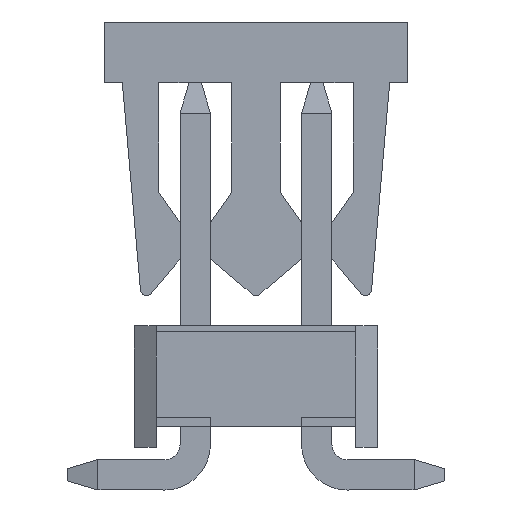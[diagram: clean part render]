
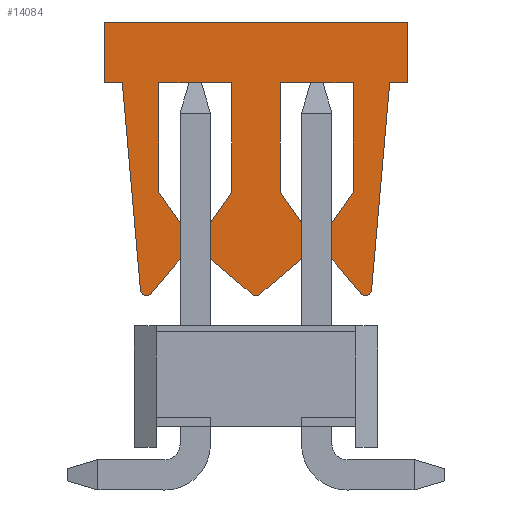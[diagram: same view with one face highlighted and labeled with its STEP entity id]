
A CAD part, front view. The second image highlights one B-rep face of the part: STEP entity #14084.
In plain terms, the highlighted face is planar.
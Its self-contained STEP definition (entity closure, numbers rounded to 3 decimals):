
#81=CIRCLE('',#14702,0.1);
#83=CIRCLE('',#14705,0.1);
#85=CIRCLE('',#14708,0.1);
#2641=ORIENTED_EDGE('',*,*,#4287,.T.);
#2642=ORIENTED_EDGE('',*,*,#4272,.T.);
#2643=ORIENTED_EDGE('',*,*,#4268,.T.);
#2644=ORIENTED_EDGE('',*,*,#4280,.T.);
#2645=ORIENTED_EDGE('',*,*,#4265,.T.);
#2646=ORIENTED_EDGE('',*,*,#4202,.T.);
#2647=ORIENTED_EDGE('',*,*,#4257,.T.);
#2648=ORIENTED_EDGE('',*,*,#4254,.T.);
#2649=ORIENTED_EDGE('',*,*,#4182,.T.);
#2650=ORIENTED_EDGE('',*,*,#4252,.T.);
#2651=ORIENTED_EDGE('',*,*,#4246,.T.);
#2652=ORIENTED_EDGE('',*,*,#4179,.T.);
#2653=ORIENTED_EDGE('',*,*,#4240,.T.);
#2654=ORIENTED_EDGE('',*,*,#4278,.T.);
#2655=ORIENTED_EDGE('',*,*,#4237,.T.);
#2656=ORIENTED_EDGE('',*,*,#4235,.T.);
#2657=ORIENTED_EDGE('',*,*,#4229,.T.);
#2658=ORIENTED_EDGE('',*,*,#4226,.T.);
#2659=ORIENTED_EDGE('',*,*,#4152,.T.);
#2660=ORIENTED_EDGE('',*,*,#4224,.T.);
#2661=ORIENTED_EDGE('',*,*,#4218,.T.);
#2662=ORIENTED_EDGE('',*,*,#4216,.T.);
#2663=ORIENTED_EDGE('',*,*,#4212,.T.);
#2664=ORIENTED_EDGE('',*,*,#4276,.T.);
#2665=ORIENTED_EDGE('',*,*,#4209,.T.);
#2666=ORIENTED_EDGE('',*,*,#4205,.T.);
#2667=ORIENTED_EDGE('',*,*,#4288,.T.);
#2668=ORIENTED_EDGE('',*,*,#4283,.T.);
#4152=EDGE_CURVE('',#5147,#5148,#6388,.T.);
#4179=EDGE_CURVE('',#5165,#5166,#6415,.T.);
#4182=EDGE_CURVE('',#5167,#5168,#6418,.T.);
#4202=EDGE_CURVE('',#5183,#5184,#6438,.T.);
#4205=EDGE_CURVE('',#5185,#5186,#6441,.T.);
#4209=EDGE_CURVE('',#5189,#5185,#6445,.T.);
#4212=EDGE_CURVE('',#5191,#5192,#6448,.T.);
#4216=EDGE_CURVE('',#5194,#5191,#6452,.T.);
#4218=EDGE_CURVE('',#5195,#5194,#6454,.T.);
#4224=EDGE_CURVE('',#5148,#5195,#6460,.T.);
#4226=EDGE_CURVE('',#5197,#5147,#6462,.T.);
#4229=EDGE_CURVE('',#5199,#5197,#6465,.T.);
#4235=EDGE_CURVE('',#5200,#5199,#6471,.T.);
#4237=EDGE_CURVE('',#5201,#5200,#6473,.T.);
#4240=EDGE_CURVE('',#5166,#5203,#6476,.T.);
#4246=EDGE_CURVE('',#5207,#5165,#6482,.T.);
#4252=EDGE_CURVE('',#5168,#5207,#6488,.T.);
#4254=EDGE_CURVE('',#5209,#5167,#6490,.T.);
#4257=EDGE_CURVE('',#5184,#5209,#6493,.T.);
#4265=EDGE_CURVE('',#5213,#5183,#6501,.T.);
#4268=EDGE_CURVE('',#5215,#5216,#6504,.T.);
#4272=EDGE_CURVE('',#5219,#5215,#6508,.T.);
#4276=EDGE_CURVE('',#5192,#5189,#81,.T.);
#4278=EDGE_CURVE('',#5203,#5201,#83,.T.);
#4280=EDGE_CURVE('',#5216,#5213,#85,.T.);
#4283=EDGE_CURVE('',#5224,#5223,#6513,.T.);
#4287=EDGE_CURVE('',#5223,#5219,#6517,.T.);
#4288=EDGE_CURVE('',#5186,#5224,#6518,.T.);
#5147=VERTEX_POINT('',#19788);
#5148=VERTEX_POINT('',#19789);
#5165=VERTEX_POINT('',#19836);
#5166=VERTEX_POINT('',#19838);
#5167=VERTEX_POINT('',#19845);
#5168=VERTEX_POINT('',#19846);
#5183=VERTEX_POINT('',#19881);
#5184=VERTEX_POINT('',#19883);
#5185=VERTEX_POINT('',#19890);
#5186=VERTEX_POINT('',#19891);
#5189=VERTEX_POINT('',#19899);
#5191=VERTEX_POINT('',#19905);
#5192=VERTEX_POINT('',#19906);
#5194=VERTEX_POINT('',#19913);
#5195=VERTEX_POINT('',#19917);
#5197=VERTEX_POINT('',#19929);
#5199=VERTEX_POINT('',#19935);
#5200=VERTEX_POINT('',#19943);
#5201=VERTEX_POINT('',#19947);
#5203=VERTEX_POINT('',#19953);
#5207=VERTEX_POINT('',#19965);
#5209=VERTEX_POINT('',#19977);
#5213=VERTEX_POINT('',#19995);
#5215=VERTEX_POINT('',#20001);
#5216=VERTEX_POINT('',#20002);
#5219=VERTEX_POINT('',#20010);
#5223=VERTEX_POINT('',#20028);
#5224=VERTEX_POINT('',#20030);
#6388=LINE('',#19787,#7750);
#6415=LINE('',#19839,#7777);
#6418=LINE('',#19844,#7780);
#6438=LINE('',#19884,#7800);
#6441=LINE('',#19889,#7803);
#6445=LINE('',#19898,#7807);
#6448=LINE('',#19904,#7810);
#6452=LINE('',#19912,#7814);
#6454=LINE('',#19916,#7816);
#6460=LINE('',#19925,#7822);
#6462=LINE('',#19928,#7824);
#6465=LINE('',#19934,#7827);
#6471=LINE('',#19942,#7833);
#6473=LINE('',#19946,#7835);
#6476=LINE('',#19952,#7838);
#6482=LINE('',#19964,#7844);
#6488=LINE('',#19973,#7850);
#6490=LINE('',#19976,#7852);
#6493=LINE('',#19982,#7855);
#6501=LINE('',#19994,#7863);
#6504=LINE('',#20000,#7866);
#6508=LINE('',#20009,#7870);
#6513=LINE('',#20029,#7875);
#6517=LINE('',#20036,#7879);
#6518=LINE('',#20037,#7880);
#7750=VECTOR('',#16928,1000.);
#7777=VECTOR('',#16965,1000.);
#7780=VECTOR('',#16972,1000.);
#7800=VECTOR('',#16996,1000.);
#7803=VECTOR('',#17003,1000.);
#7807=VECTOR('',#17009,1000.);
#7810=VECTOR('',#17014,1000.);
#7814=VECTOR('',#17020,1000.);
#7816=VECTOR('',#17024,1000.);
#7822=VECTOR('',#17032,1000.);
#7824=VECTOR('',#17036,1000.);
#7827=VECTOR('',#17041,1000.);
#7833=VECTOR('',#17049,1000.);
#7835=VECTOR('',#17053,1000.);
#7838=VECTOR('',#17058,1000.);
#7844=VECTOR('',#17068,1000.);
#7850=VECTOR('',#17076,1000.);
#7852=VECTOR('',#17080,1000.);
#7855=VECTOR('',#17085,1000.);
#7863=VECTOR('',#17097,1000.);
#7866=VECTOR('',#17102,1000.);
#7870=VECTOR('',#17108,1000.);
#7875=VECTOR('',#17133,1000.);
#7879=VECTOR('',#17141,1000.);
#7880=VECTOR('',#17142,1000.);
#8498=EDGE_LOOP('',(#2641,#2642,#2643,#2644,#2645,#2646,#2647,#2648,#2649,
#2650,#2651,#2652,#2653,#2654,#2655,#2656,#2657,#2658,#2659,#2660,#2661,
#2662,#2663,#2664,#2665,#2666,#2667,#2668));
#9090=FACE_BOUND('',#8498,.T.);
#9617=PLANE('',#14711);
#14084=ADVANCED_FACE('',(#9090),#9617,.T.);
#14702=AXIS2_PLACEMENT_3D('',#20016,#17115,#17116);
#14705=AXIS2_PLACEMENT_3D('',#20019,#17121,#17122);
#14708=AXIS2_PLACEMENT_3D('',#20022,#17127,#17128);
#14711=AXIS2_PLACEMENT_3D('',#20035,#17139,#17140);
#16928=DIRECTION('',(0.,1.,0.));
#16965=DIRECTION('',(0.,0.,-1.));
#16972=DIRECTION('',(0.,1.,0.));
#16996=DIRECTION('',(0.,0.,1.));
#17003=DIRECTION('',(0.,1.,0.));
#17009=DIRECTION('',(0.,0.087,0.996));
#17014=DIRECTION('',(0.,0.644,-0.765));
#17020=DIRECTION('',(0.,0.,-1.));
#17024=DIRECTION('',(0.,-0.574,-0.819));
#17032=DIRECTION('',(0.,0.,-1.));
#17036=DIRECTION('',(0.,0.,1.));
#17041=DIRECTION('',(0.,-0.574,0.819));
#17049=DIRECTION('',(0.,0.,1.));
#17053=DIRECTION('',(0.,0.765,0.644));
#17058=DIRECTION('',(0.,0.765,-0.644));
#17068=DIRECTION('',(0.,-0.574,-0.819));
#17076=DIRECTION('',(0.,0.,-1.));
#17080=DIRECTION('',(0.,0.,1.));
#17085=DIRECTION('',(0.,-0.574,0.819));
#17097=DIRECTION('',(0.,0.644,0.765));
#17102=DIRECTION('',(0.,0.087,-0.996));
#17108=DIRECTION('',(0.,1.,0.));
#17115=DIRECTION('',(1.,0.,0.));
#17116=DIRECTION('',(0.,1.,0.));
#17121=DIRECTION('',(1.,0.,0.));
#17122=DIRECTION('',(0.,1.,0.));
#17127=DIRECTION('',(1.,0.,0.));
#17128=DIRECTION('',(0.,1.,0.));
#17133=DIRECTION('',(0.,-1.,0.));
#17139=DIRECTION('',(1.,0.,0.));
#17140=DIRECTION('',(0.,0.,-1.));
#17141=DIRECTION('',(0.,0.,-1.));
#17142=DIRECTION('',(0.,0.,1.));
#19787=CARTESIAN_POINT('',(3.25,1.6,5.));
#19788=CARTESIAN_POINT('',(3.25,0.4,5.));
#19789=CARTESIAN_POINT('',(3.25,1.6,5.));
#19836=CARTESIAN_POINT('',(3.25,-0.75,2.701));
#19838=CARTESIAN_POINT('',(3.25,-0.75,2.101));
#19839=CARTESIAN_POINT('',(3.25,-0.75,2.701));
#19844=CARTESIAN_POINT('',(3.25,-1.6,5.));
#19845=CARTESIAN_POINT('',(3.25,-1.6,5.));
#19846=CARTESIAN_POINT('',(3.25,-0.4,5.));
#19881=CARTESIAN_POINT('',(3.25,-1.25,2.101));
#19883=CARTESIAN_POINT('',(3.25,-1.25,2.701));
#19884=CARTESIAN_POINT('',(3.25,-1.25,2.101));
#19889=CARTESIAN_POINT('',(3.25,2.5,5.));
#19890=CARTESIAN_POINT('',(3.25,2.2,5.));
#19891=CARTESIAN_POINT('',(3.25,2.5,5.));
#19898=CARTESIAN_POINT('',(3.25,2.2,5.));
#19899=CARTESIAN_POINT('',(3.25,1.902,1.591));
#19904=CARTESIAN_POINT('',(3.25,1.726,1.536));
#19905=CARTESIAN_POINT('',(3.25,1.25,2.101));
#19906=CARTESIAN_POINT('',(3.25,1.726,1.536));
#19912=CARTESIAN_POINT('',(3.25,1.25,2.101));
#19913=CARTESIAN_POINT('',(3.25,1.25,2.701));
#19916=CARTESIAN_POINT('',(3.25,1.25,2.701));
#19917=CARTESIAN_POINT('',(3.25,1.6,3.2));
#19925=CARTESIAN_POINT('',(3.25,1.6,3.2));
#19928=CARTESIAN_POINT('',(3.25,0.4,5.));
#19929=CARTESIAN_POINT('',(3.25,0.4,3.2));
#19934=CARTESIAN_POINT('',(3.25,0.4,3.2));
#19935=CARTESIAN_POINT('',(3.25,0.75,2.701));
#19942=CARTESIAN_POINT('',(3.25,0.75,2.701));
#19943=CARTESIAN_POINT('',(3.25,0.75,2.101));
#19946=CARTESIAN_POINT('',(3.25,0.75,2.101));
#19947=CARTESIAN_POINT('',(3.25,0.064,1.524));
#19952=CARTESIAN_POINT('',(3.25,-0.75,2.101));
#19953=CARTESIAN_POINT('',(3.25,-0.064,1.524));
#19964=CARTESIAN_POINT('',(3.25,-0.4,3.2));
#19965=CARTESIAN_POINT('',(3.25,-0.4,3.2));
#19973=CARTESIAN_POINT('',(3.25,-0.4,5.));
#19976=CARTESIAN_POINT('',(3.25,-1.6,3.2));
#19977=CARTESIAN_POINT('',(3.25,-1.6,3.2));
#19982=CARTESIAN_POINT('',(3.25,-1.25,2.701));
#19994=CARTESIAN_POINT('',(3.25,-1.726,1.536));
#19995=CARTESIAN_POINT('',(3.25,-1.726,1.536));
#20000=CARTESIAN_POINT('',(3.25,-2.2,5.));
#20001=CARTESIAN_POINT('',(3.25,-2.2,5.));
#20002=CARTESIAN_POINT('',(3.25,-1.902,1.591));
#20009=CARTESIAN_POINT('',(3.25,-2.5,5.));
#20010=CARTESIAN_POINT('',(3.25,-2.5,5.));
#20016=CARTESIAN_POINT('',(3.25,1.802,1.6));
#20019=CARTESIAN_POINT('',(3.25,0.,1.6));
#20022=CARTESIAN_POINT('',(3.25,-1.802,1.6));
#20028=CARTESIAN_POINT('',(3.25,-2.5,6.));
#20029=CARTESIAN_POINT('',(3.25,2.5,6.));
#20030=CARTESIAN_POINT('',(3.25,2.5,6.));
#20035=CARTESIAN_POINT('',(3.25,0.,3.75));
#20036=CARTESIAN_POINT('',(3.25,-2.5,6.));
#20037=CARTESIAN_POINT('',(3.25,2.5,1.5));
